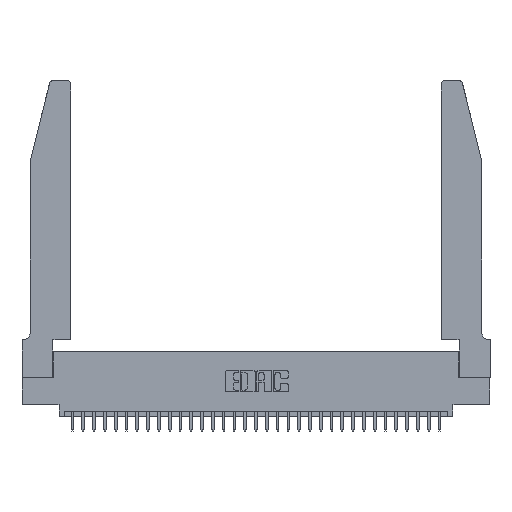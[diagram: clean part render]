
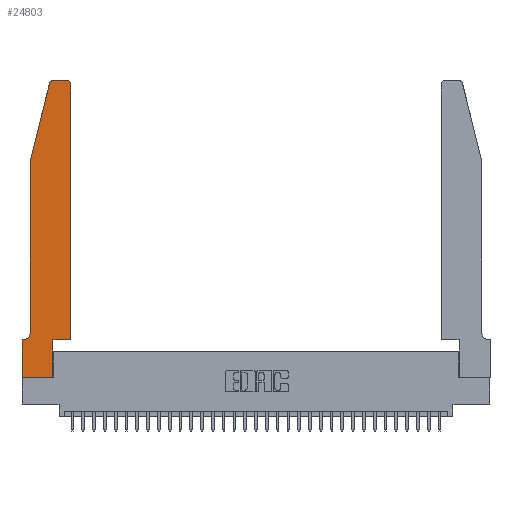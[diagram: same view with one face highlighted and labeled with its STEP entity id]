
A CAD part, top view. The second image highlights one B-rep face of the part: STEP entity #24803.
In plain terms, the highlighted planar face has unit normal (0, 0, 1).
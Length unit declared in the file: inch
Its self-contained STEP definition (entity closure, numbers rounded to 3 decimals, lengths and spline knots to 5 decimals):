
#418 = DIRECTION ( 'NONE',  ( 1., 0., 0. ) ) ;
#522 = CARTESIAN_POINT ( 'NONE',  ( 0.25487, 2.72718, 0.37 ) ) ;
#907 = CARTESIAN_POINT ( 'NONE',  ( 0.0055, 0.35, 0.37 ) ) ;
#948 = EDGE_CURVE ( 'NONE', #2157, #15938, #20151, .T. ) ;
#959 = ORIENTED_EDGE ( 'NONE', *, *, #24789, .T. ) ;
#2076 = VERTEX_POINT ( 'NONE', #5365 ) ;
#2157 = VERTEX_POINT ( 'NONE', #522 ) ;
#2279 = ORIENTED_EDGE ( 'NONE', *, *, #10658, .T. ) ;
#2790 = ORIENTED_EDGE ( 'NONE', *, *, #948, .T. ) ;
#3269 = CARTESIAN_POINT ( 'NONE',  ( 0.2605, 2.75, 0.37 ) ) ;
#3630 = CARTESIAN_POINT ( 'NONE',  ( 0., 0., 0.37 ) ) ;
#4493 = CARTESIAN_POINT ( 'NONE',  ( 0., 0.35, 0.37 ) ) ;
#4554 = VECTOR ( 'NONE', #11400, 39.37008 ) ;
#4832 = ORIENTED_EDGE ( 'NONE', *, *, #7724, .T. ) ;
#4870 = EDGE_CURVE ( 'NONE', #16554, #5316, #17072, .T. ) ;
#5135 = DIRECTION ( 'NONE',  ( 0., 1., 0. ) ) ;
#5276 = CIRCLE ( 'NONE', #17037, 0.03 ) ;
#5316 = VERTEX_POINT ( 'NONE', #907 ) ;
#5365 = CARTESIAN_POINT ( 'NONE',  ( 0.284, 2.75, 0.37 ) ) ;
#6232 = DIRECTION ( 'NONE',  ( 0., -1., 0. ) ) ;
#6248 = ORIENTED_EDGE ( 'NONE', *, *, #7015, .T. ) ;
#6281 = CARTESIAN_POINT ( 'NONE',  ( 0., 0., 0.37 ) ) ;
#6376 = CIRCLE ( 'NONE', #11310, 0.03 ) ;
#7015 = EDGE_CURVE ( 'NONE', #18880, #9926, #27606, .T. ) ;
#7301 = CARTESIAN_POINT ( 'NONE',  ( 0.0755, 2., 0.37 ) ) ;
#7523 = CARTESIAN_POINT ( 'NONE',  ( 0.4505, 0.35, 0.37 ) ) ;
#7724 = EDGE_CURVE ( 'NONE', #26381, #15436, #10606, .T. ) ;
#7926 = VERTEX_POINT ( 'NONE', #4493 ) ;
#9234 = CARTESIAN_POINT ( 'NONE',  ( 0., 0., 0.37 ) ) ;
#9832 = CARTESIAN_POINT ( 'NONE',  ( 0.2865, 0.35, 0.37 ) ) ;
#9926 = VERTEX_POINT ( 'NONE', #10799 ) ;
#10035 = LINE ( 'NONE', #20062, #23367 ) ;
#10312 = EDGE_CURVE ( 'NONE', #9926, #22404, #6376, .T. ) ;
#10491 = VECTOR ( 'NONE', #27557, 39.37008 ) ;
#10606 = LINE ( 'NONE', #3630, #4554 ) ;
#10658 = EDGE_CURVE ( 'NONE', #15938, #16554, #17242, .T. ) ;
#10799 = CARTESIAN_POINT ( 'NONE',  ( 0.4505, 2.72, 0.37 ) ) ;
#11127 = EDGE_CURVE ( 'NONE', #17735, #18880, #30951, .T. ) ;
#11310 = AXIS2_PLACEMENT_3D ( 'NONE', #30742, #22838, #30842 ) ;
#11400 = DIRECTION ( 'NONE',  ( 1., 0., 0. ) ) ;
#11943 = CARTESIAN_POINT ( 'NONE',  ( 0.2865, 0.35, 0.37 ) ) ;
#12038 = ORIENTED_EDGE ( 'NONE', *, *, #10312, .T. ) ;
#12517 = ORIENTED_EDGE ( 'NONE', *, *, #14016, .T. ) ;
#12899 = VECTOR ( 'NONE', #29114, 39.37008 ) ;
#13226 = CARTESIAN_POINT ( 'NONE',  ( 0., 0.35, 0.37 ) ) ;
#13295 = CARTESIAN_POINT ( 'NONE',  ( 0.4505, 0.35, 0.37 ) ) ;
#13566 = CARTESIAN_POINT ( 'NONE',  ( 0.0755, 2., 0.37 ) ) ;
#14016 = EDGE_CURVE ( 'NONE', #22404, #2076, #23188, .T. ) ;
#14195 = VECTOR ( 'NONE', #27282, 39.37008 ) ;
#14468 = CARTESIAN_POINT ( 'NONE',  ( 0.0755, 0.42, 0.37 ) ) ;
#15436 = VERTEX_POINT ( 'NONE', #27743 ) ;
#15922 = DIRECTION ( 'NONE',  ( 1., 0., 0. ) ) ;
#15938 = VERTEX_POINT ( 'NONE', #7301 ) ;
#16025 = CARTESIAN_POINT ( 'NONE',  ( 0.4205, 2.75, 0.37 ) ) ;
#16032 = DIRECTION ( 'NONE',  ( 0., 0., 1. ) ) ;
#16162 = FACE_OUTER_BOUND ( 'NONE', #25850, .T. ) ;
#16554 = VERTEX_POINT ( 'NONE', #14468 ) ;
#16815 = VECTOR ( 'NONE', #6232, 39.37008 ) ;
#17037 = AXIS2_PLACEMENT_3D ( 'NONE', #31297, #16032, #21340 ) ;
#17072 = CIRCLE ( 'NONE', #28981, 0.07 ) ;
#17242 = LINE ( 'NONE', #13566, #16815 ) ;
#17735 = VERTEX_POINT ( 'NONE', #11943 ) ;
#18412 = PLANE ( 'NONE',  #22229 ) ;
#18880 = VERTEX_POINT ( 'NONE', #24932 ) ;
#18928 = CARTESIAN_POINT ( 'NONE',  ( 0.0755, 2., 0.37 ) ) ;
#19547 = VECTOR ( 'NONE', #5135, 39.37008 ) ;
#20062 = CARTESIAN_POINT ( 'NONE',  ( 0.0755, 0.35, 0.37 ) ) ;
#20151 = LINE ( 'NONE', #18928, #12899 ) ;
#20535 = ORIENTED_EDGE ( 'NONE', *, *, #11127, .T. ) ;
#20964 = DIRECTION ( 'NONE',  ( 0., 0., -1. ) ) ;
#21071 = CARTESIAN_POINT ( 'NONE',  ( 0.0055, 0.42, 0.37 ) ) ;
#21340 = DIRECTION ( 'NONE',  ( 1., 0., 0. ) ) ;
#22229 = AXIS2_PLACEMENT_3D ( 'NONE', #13226, #31400, #15922 ) ;
#22404 = VERTEX_POINT ( 'NONE', #16025 ) ;
#22648 = DIRECTION ( 'NONE',  ( -1., 0., 0. ) ) ;
#22838 = DIRECTION ( 'NONE',  ( 0., 0., 1. ) ) ;
#23188 = LINE ( 'NONE', #3269, #32069 ) ;
#23367 = VECTOR ( 'NONE', #22648, 39.37008 ) ;
#24724 = ORIENTED_EDGE ( 'NONE', *, *, #4870, .T. ) ;
#24789 = EDGE_CURVE ( 'NONE', #2076, #2157, #5276, .T. ) ;
#24803 = ADVANCED_FACE ( 'NONE', ( #16162 ), #18412, .T. ) ;
#24932 = CARTESIAN_POINT ( 'NONE',  ( 0.4505, 0.35, 0.37 ) ) ;
#25000 = LINE ( 'NONE', #9832, #10491 ) ;
#25850 = EDGE_LOOP ( 'NONE', ( #12517, #959, #2790, #2279, #24724, #28244, #31746, #4832, #28282, #20535, #6248, #12038 ) ) ;
#26381 = VERTEX_POINT ( 'NONE', #6281 ) ;
#26735 = DIRECTION ( 'NONE',  ( -1., 0., 0. ) ) ;
#27229 = EDGE_CURVE ( 'NONE', #15436, #17735, #25000, .T. ) ;
#27282 = DIRECTION ( 'NONE',  ( 0., -1., 0. ) ) ;
#27329 = VECTOR ( 'NONE', #418, 39.37008 ) ;
#27557 = DIRECTION ( 'NONE',  ( 0., 1., 0. ) ) ;
#27606 = LINE ( 'NONE', #7523, #19547 ) ;
#27743 = CARTESIAN_POINT ( 'NONE',  ( 0.2865, 0., 0.37 ) ) ;
#28124 = EDGE_CURVE ( 'NONE', #5316, #7926, #10035, .T. ) ;
#28244 = ORIENTED_EDGE ( 'NONE', *, *, #28124, .T. ) ;
#28282 = ORIENTED_EDGE ( 'NONE', *, *, #27229, .T. ) ;
#28661 = DIRECTION ( 'NONE',  ( -1., 0., 0. ) ) ;
#28981 = AXIS2_PLACEMENT_3D ( 'NONE', #21071, #20964, #28661 ) ;
#29114 = DIRECTION ( 'NONE',  ( -0.239, -0.971, 0. ) ) ;
#30742 = CARTESIAN_POINT ( 'NONE',  ( 0.4205, 2.72, 0.37 ) ) ;
#30842 = DIRECTION ( 'NONE',  ( 1., 0., 0. ) ) ;
#30951 = LINE ( 'NONE', #13295, #27329 ) ;
#31297 = CARTESIAN_POINT ( 'NONE',  ( 0.284, 2.72, 0.37 ) ) ;
#31400 = DIRECTION ( 'NONE',  ( 0., 0., 1. ) ) ;
#31746 = ORIENTED_EDGE ( 'NONE', *, *, #32814, .T. ) ;
#31986 = LINE ( 'NONE', #9234, #14195 ) ;
#32069 = VECTOR ( 'NONE', #26735, 39.37008 ) ;
#32814 = EDGE_CURVE ( 'NONE', #7926, #26381, #31986, .T. ) ;
